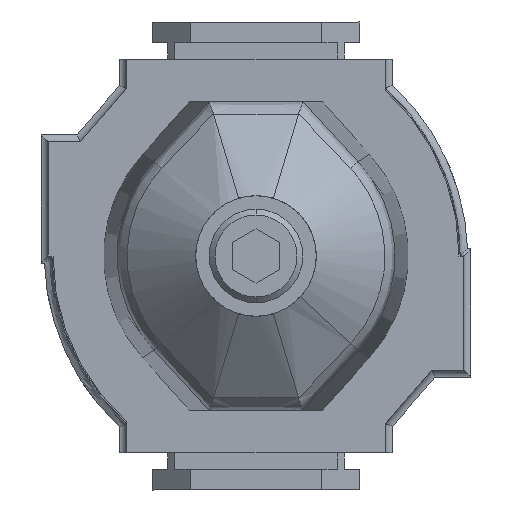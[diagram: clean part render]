
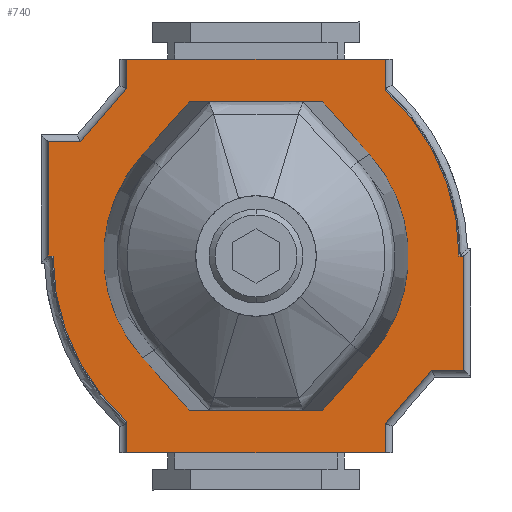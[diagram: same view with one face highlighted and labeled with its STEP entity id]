
A CAD part, front view. The second image highlights one B-rep face of the part: STEP entity #740.
In plain terms, the highlighted planar face has unit normal (0, -1, 0).
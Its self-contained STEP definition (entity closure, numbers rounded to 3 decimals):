
#390 = EDGE_CURVE ( 'NONE', #2732, #4923, #1576, .T. ) ;
#413 = DIRECTION ( 'NONE',  ( 0., 0., -1. ) ) ;
#532 = VERTEX_POINT ( 'NONE', #6167 ) ;
#541 = ORIENTED_EDGE ( 'NONE', *, *, #8216, .F. ) ;
#695 = DIRECTION ( 'NONE',  ( 0., -1., 0. ) ) ;
#740 = ADVANCED_FACE ( 'NONE', ( #904 ), #5609, .T. ) ;
#754 = ORIENTED_EDGE ( 'NONE', *, *, #4701, .F. ) ;
#882 = CARTESIAN_POINT ( 'NONE',  ( -28.353, -51.1, 22.1 ) ) ;
#892 = VECTOR ( 'NONE', #1481, 1000. ) ;
#904 = FACE_OUTER_BOUND ( 'NONE', #3968, .T. ) ;
#905 = EDGE_CURVE ( 'NONE', #532, #4923, #4265, .T. ) ;
#911 = VECTOR ( 'NONE', #5820, 1000. ) ;
#914 = CARTESIAN_POINT ( 'NONE',  ( -19.5, -51.1, -35.5 ) ) ;
#971 = LINE ( 'NONE', #3746, #1456 ) ;
#1016 = VERTEX_POINT ( 'NONE', #6550 ) ;
#1071 = DIRECTION ( 'NONE',  ( 1., 0., 0. ) ) ;
#1083 = VERTEX_POINT ( 'NONE', #5764 ) ;
#1174 = AXIS2_PLACEMENT_3D ( 'NONE', #7247, #2617, #1258 ) ;
#1195 = CARTESIAN_POINT ( 'NONE',  ( 19.5, -51.1, 35.5 ) ) ;
#1258 = DIRECTION ( 'NONE',  ( 0., 0., -1. ) ) ;
#1456 = VECTOR ( 'NONE', #8291, 1000. ) ;
#1481 = DIRECTION ( 'NONE',  ( 0., 0., -1. ) ) ;
#1576 = LINE ( 'NONE', #4440, #6626 ) ;
#1596 = CARTESIAN_POINT ( 'NONE',  ( 19.5, -51.1, 35.5 ) ) ;
#1607 = LINE ( 'NONE', #4420, #5084 ) ;
#1652 = CARTESIAN_POINT ( 'NONE',  ( 33.65, -51.1, -22.1 ) ) ;
#1718 = ORIENTED_EDGE ( 'NONE', *, *, #4111, .F. ) ;
#1732 = EDGE_CURVE ( 'NONE', #532, #7830, #6328, .T. ) ;
#1754 = VECTOR ( 'NONE', #1071, 1000. ) ;
#1861 = LINE ( 'NONE', #3175, #3872 ) ;
#1988 = VERTEX_POINT ( 'NONE', #2174 ) ;
#2026 = AXIS2_PLACEMENT_3D ( 'NONE', #6901, #8345, #7671 ) ;
#2052 = VECTOR ( 'NONE', #2956, 1000. ) ;
#2077 = EDGE_CURVE ( 'NONE', #4738, #1988, #6317, .T. ) ;
#2112 = ORIENTED_EDGE ( 'NONE', *, *, #5506, .F. ) ;
#2131 = LINE ( 'NONE', #5603, #892 ) ;
#2174 = CARTESIAN_POINT ( 'NONE',  ( 33.65, -51.1, 22.1 ) ) ;
#2175 = VERTEX_POINT ( 'NONE', #3519 ) ;
#2297 = DIRECTION ( 'NONE',  ( -1., 0., 0. ) ) ;
#2403 = CARTESIAN_POINT ( 'NONE',  ( 0., -51.1, 35.5 ) ) ;
#2617 = DIRECTION ( 'NONE',  ( 0., -1., 0. ) ) ;
#2732 = VERTEX_POINT ( 'NONE', #5304 ) ;
#2827 = CARTESIAN_POINT ( 'NONE',  ( -19.5, -51.1, -35.5 ) ) ;
#2880 = CARTESIAN_POINT ( 'NONE',  ( 0., -51.1, -35.5 ) ) ;
#2952 = LINE ( 'NONE', #2827, #8069 ) ;
#2956 = DIRECTION ( 'NONE',  ( -0.757, 0., 0.654 ) ) ;
#2973 = CARTESIAN_POINT ( 'NONE',  ( 28.353, -51.1, -22.1 ) ) ;
#2981 = ORIENTED_EDGE ( 'NONE', *, *, #390, .F. ) ;
#3013 = CIRCLE ( 'NONE', #8619, 38.2 ) ;
#3081 = CARTESIAN_POINT ( 'NONE',  ( 19.5, -51.1, 30. ) ) ;
#3175 = CARTESIAN_POINT ( 'NONE',  ( -33.65, -51.1, 22.1 ) ) ;
#3285 = ORIENTED_EDGE ( 'NONE', *, *, #5934, .F. ) ;
#3519 = CARTESIAN_POINT ( 'NONE',  ( -33.65, -51.1, -22.1 ) ) ;
#3547 = VECTOR ( 'NONE', #6946, 1000. ) ;
#3573 = VERTEX_POINT ( 'NONE', #2880 ) ;
#3615 = LINE ( 'NONE', #5633, #3547 ) ;
#3694 = DIRECTION ( 'NONE',  ( 0., 0., -1. ) ) ;
#3726 = LINE ( 'NONE', #2973, #5669 ) ;
#3741 = EDGE_CURVE ( 'NONE', #1083, #3573, #1607, .T. ) ;
#3746 = CARTESIAN_POINT ( 'NONE',  ( -19.5, -51.1, -30. ) ) ;
#3872 = VECTOR ( 'NONE', #8563, 1000. ) ;
#3968 = EDGE_LOOP ( 'NONE', ( #2112, #7272, #541, #8298, #6287, #3285, #754, #5086, #4166, #5562, #6819, #8006, #4766, #2981, #6812, #1718 ) ) ;
#4089 = DIRECTION ( 'NONE',  ( 0., 0., 1. ) ) ;
#4111 = EDGE_CURVE ( 'NONE', #8137, #2175, #3615, .T. ) ;
#4121 = EDGE_CURVE ( 'NONE', #4270, #1016, #7708, .T. ) ;
#4166 = ORIENTED_EDGE ( 'NONE', *, *, #7112, .F. ) ;
#4182 = EDGE_CURVE ( 'NONE', #6755, #7674, #971, .T. ) ;
#4265 = CIRCLE ( 'NONE', #2026, 38.2 ) ;
#4270 = VERTEX_POINT ( 'NONE', #1596 ) ;
#4420 = CARTESIAN_POINT ( 'NONE',  ( 0., -51.1, -35.5 ) ) ;
#4440 = CARTESIAN_POINT ( 'NONE',  ( -28.353, -51.1, 22.1 ) ) ;
#4444 = VECTOR ( 'NONE', #6839, 1000. ) ;
#4528 = LINE ( 'NONE', #1195, #8463 ) ;
#4701 = EDGE_CURVE ( 'NONE', #1988, #4708, #2131, .T. ) ;
#4708 = VERTEX_POINT ( 'NONE', #1652 ) ;
#4738 = VERTEX_POINT ( 'NONE', #7460 ) ;
#4766 = ORIENTED_EDGE ( 'NONE', *, *, #905, .T. ) ;
#4866 = CARTESIAN_POINT ( 'NONE',  ( -28.65, -51.1, -22.1 ) ) ;
#4923 = VERTEX_POINT ( 'NONE', #882 ) ;
#4939 = LINE ( 'NONE', #4866, #2052 ) ;
#5056 = CARTESIAN_POINT ( 'NONE',  ( 33.65, -51.1, 22.1 ) ) ;
#5084 = VECTOR ( 'NONE', #413, 1000. ) ;
#5086 = ORIENTED_EDGE ( 'NONE', *, *, #2077, .F. ) ;
#5304 = CARTESIAN_POINT ( 'NONE',  ( -33.65, -51.1, 22.1 ) ) ;
#5506 = EDGE_CURVE ( 'NONE', #7674, #8137, #4939, .T. ) ;
#5562 = ORIENTED_EDGE ( 'NONE', *, *, #4121, .F. ) ;
#5603 = CARTESIAN_POINT ( 'NONE',  ( 33.65, -51.1, -22.1 ) ) ;
#5608 = CARTESIAN_POINT ( 'NONE',  ( 28.65, -51.1, 22.1 ) ) ;
#5609 = PLANE ( 'NONE',  #1174 ) ;
#5633 = CARTESIAN_POINT ( 'NONE',  ( -33.65, -51.1, -22.1 ) ) ;
#5669 = VECTOR ( 'NONE', #7015, 1000. ) ;
#5764 = CARTESIAN_POINT ( 'NONE',  ( 0., -51.1, -34.7 ) ) ;
#5820 = DIRECTION ( 'NONE',  ( 0., 0., 1. ) ) ;
#5889 = DIRECTION ( 'NONE',  ( 1., 0., 0. ) ) ;
#5910 = CARTESIAN_POINT ( 'NONE',  ( 0., -51.1, 3.5 ) ) ;
#5934 = EDGE_CURVE ( 'NONE', #4708, #6719, #3726, .T. ) ;
#6167 = CARTESIAN_POINT ( 'NONE',  ( 0., -51.1, 34.7 ) ) ;
#6252 = LINE ( 'NONE', #5608, #4444 ) ;
#6287 = ORIENTED_EDGE ( 'NONE', *, *, #6944, .T. ) ;
#6317 = LINE ( 'NONE', #5056, #1754 ) ;
#6323 = EDGE_CURVE ( 'NONE', #2175, #2732, #1861, .T. ) ;
#6328 = LINE ( 'NONE', #7776, #911 ) ;
#6508 = EDGE_CURVE ( 'NONE', #7830, #4270, #4528, .T. ) ;
#6550 = CARTESIAN_POINT ( 'NONE',  ( 19.5, -51.1, 30. ) ) ;
#6621 = CARTESIAN_POINT ( 'NONE',  ( -19.5, -51.1, -30. ) ) ;
#6626 = VECTOR ( 'NONE', #6923, 1000. ) ;
#6719 = VERTEX_POINT ( 'NONE', #6888 ) ;
#6755 = VERTEX_POINT ( 'NONE', #914 ) ;
#6812 = ORIENTED_EDGE ( 'NONE', *, *, #6323, .F. ) ;
#6819 = ORIENTED_EDGE ( 'NONE', *, *, #6508, .F. ) ;
#6839 = DIRECTION ( 'NONE',  ( 0.757, 0., -0.654 ) ) ;
#6888 = CARTESIAN_POINT ( 'NONE',  ( 28.353, -51.1, -22.1 ) ) ;
#6901 = CARTESIAN_POINT ( 'NONE',  ( 0., -51.1, -3.5 ) ) ;
#6923 = DIRECTION ( 'NONE',  ( 1., 0., 0. ) ) ;
#6944 = EDGE_CURVE ( 'NONE', #1083, #6719, #3013, .T. ) ;
#6946 = DIRECTION ( 'NONE',  ( -1., 0., 0. ) ) ;
#7015 = DIRECTION ( 'NONE',  ( -1., 0., 0. ) ) ;
#7112 = EDGE_CURVE ( 'NONE', #1016, #4738, #6252, .T. ) ;
#7247 = CARTESIAN_POINT ( 'NONE',  ( -34.996, -51.1, 36.92 ) ) ;
#7272 = ORIENTED_EDGE ( 'NONE', *, *, #4182, .F. ) ;
#7422 = CARTESIAN_POINT ( 'NONE',  ( -28.65, -51.1, -22.1 ) ) ;
#7460 = CARTESIAN_POINT ( 'NONE',  ( 28.65, -51.1, 22.1 ) ) ;
#7671 = DIRECTION ( 'NONE',  ( 0., 0., 1. ) ) ;
#7674 = VERTEX_POINT ( 'NONE', #6621 ) ;
#7708 = LINE ( 'NONE', #3081, #7734 ) ;
#7734 = VECTOR ( 'NONE', #3694, 1000. ) ;
#7776 = CARTESIAN_POINT ( 'NONE',  ( 0., -51.1, 35.5 ) ) ;
#7830 = VERTEX_POINT ( 'NONE', #2403 ) ;
#8006 = ORIENTED_EDGE ( 'NONE', *, *, #1732, .F. ) ;
#8069 = VECTOR ( 'NONE', #2297, 1000. ) ;
#8137 = VERTEX_POINT ( 'NONE', #7422 ) ;
#8216 = EDGE_CURVE ( 'NONE', #3573, #6755, #2952, .T. ) ;
#8291 = DIRECTION ( 'NONE',  ( 0., 0., 1. ) ) ;
#8298 = ORIENTED_EDGE ( 'NONE', *, *, #3741, .F. ) ;
#8345 = DIRECTION ( 'NONE',  ( 0., -1., 0. ) ) ;
#8463 = VECTOR ( 'NONE', #5889, 1000. ) ;
#8563 = DIRECTION ( 'NONE',  ( 0., 0., 1. ) ) ;
#8619 = AXIS2_PLACEMENT_3D ( 'NONE', #5910, #695, #4089 ) ;
